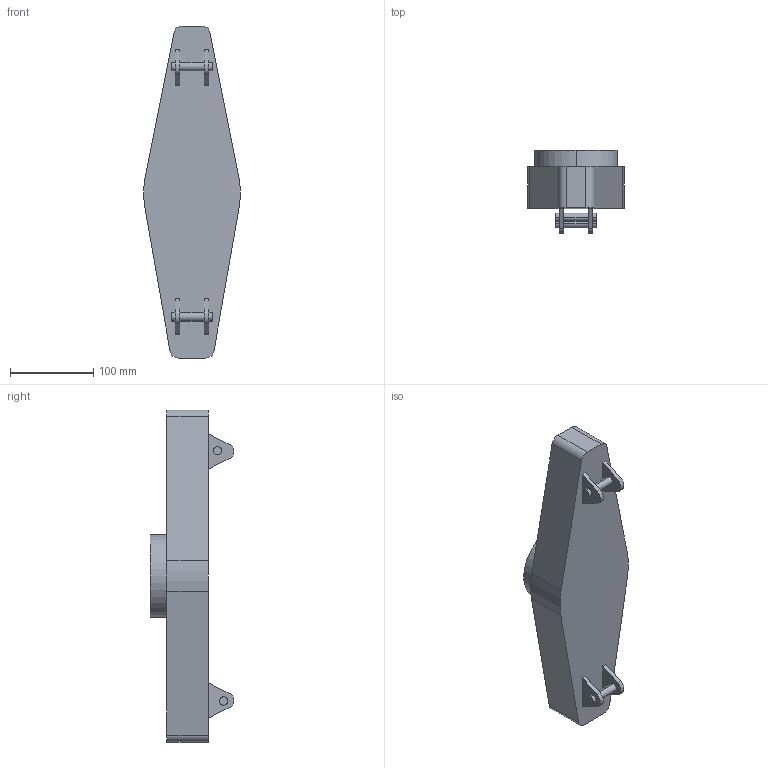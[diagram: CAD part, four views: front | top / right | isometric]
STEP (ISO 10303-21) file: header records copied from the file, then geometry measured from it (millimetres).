
FILE_DESCRIPTION (( 'STEP AP203' ), '1' );
FILE_NAME ('wheelhub_Default_sldprt.STEP', '2016-02-10T16:26:30', ( '' ), ( '' ), 'SwSTEP 2.0', 'SolidWorks 2014', '' );
FILE_SCHEMA (( 'CONFIG_CONTROL_DESIGN' ));
Length unit declared in the file: metre
Products named in the file (1): wheelhub_Default_sldprt
Bounding box: 116.28 x 100.61 x 400 mm (x, y, z)
Volume: 2021321.5 mm3; surface area: 149773.6 mm2
Topology: 2 solids, 2 shells, 54 faces, 126 edges, 84 vertices
Faces by surface type: plane 30, cylinder 24
Entity records: 1641 total; most frequent: DIRECTION 284, CARTESIAN_POINT 265, ORIENTED_EDGE 252, EDGE_CURVE 126, AXIS2_PLACEMENT_3D 103, VERTEX_POINT 84, LINE 78, VECTOR 78
